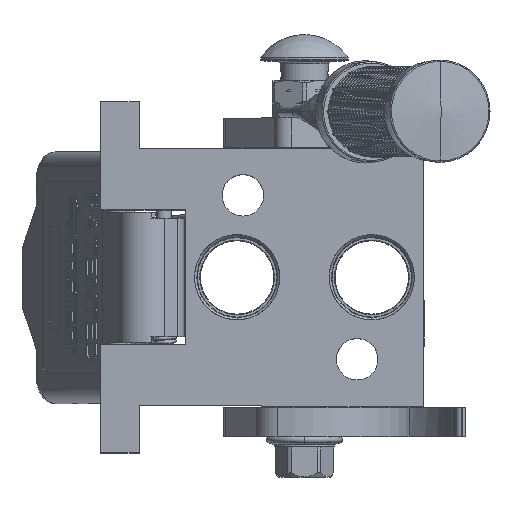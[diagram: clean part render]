
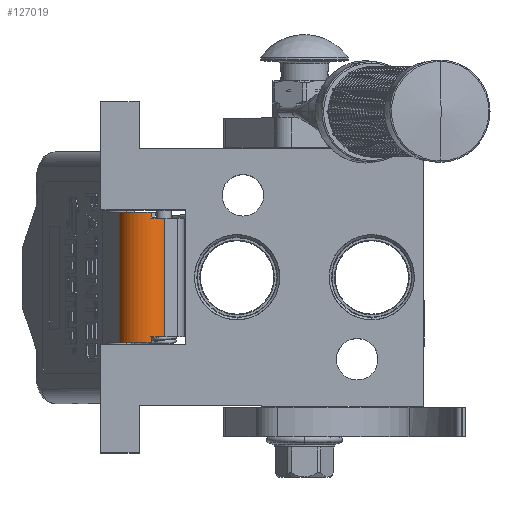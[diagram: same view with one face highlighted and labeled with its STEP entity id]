
A CAD part, top view. The second image highlights one B-rep face of the part: STEP entity #127019.
In plain terms, the highlighted cylindrical face has radius 9.5 mm (diameter 19 mm), a partial arc.
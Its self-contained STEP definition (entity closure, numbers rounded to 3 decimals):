
#1914 = AXIS2_PLACEMENT_3D ( 'NONE', #11689, #111664, #111129 ) ;
#3240 = ORIENTED_EDGE ( 'NONE', *, *, #114797, .T. ) ;
#3868 = CARTESIAN_POINT ( 'NONE',  ( -22.25, 8., -47.5 ) ) ;
#5445 = DIRECTION ( 'NONE',  ( 0., -0.385, -0.923 ) ) ;
#10848 = LINE ( 'NONE', #100376, #14737 ) ;
#11689 = CARTESIAN_POINT ( 'NONE',  ( -22.25, -1.5, -47.5 ) ) ;
#12873 = CIRCLE ( 'NONE', #130692, 9.5 ) ;
#14737 = VECTOR ( 'NONE', #90032, 1000. ) ;
#23822 = ORIENTED_EDGE ( 'NONE', *, *, #63984, .F. ) ;
#25733 = LINE ( 'NONE', #147062, #159829 ) ;
#25871 = CIRCLE ( 'NONE', #27621, 9.5 ) ;
#27621 = AXIS2_PLACEMENT_3D ( 'NONE', #41315, #153693, #5445 ) ;
#36403 = CARTESIAN_POINT ( 'NONE',  ( 20.25, -5.154, -56.269 ) ) ;
#37021 = CYLINDRICAL_SURFACE ( 'NONE', #1914, 9.5 ) ;
#38523 = CARTESIAN_POINT ( 'NONE',  ( -20.25, -5.154, -56.269 ) ) ;
#41315 = CARTESIAN_POINT ( 'NONE',  ( 20.25, -1.5, -47.5 ) ) ;
#41456 = CARTESIAN_POINT ( 'NONE',  ( 20.25, 0., -56.881 ) ) ;
#42261 = VERTEX_POINT ( 'NONE', #120862 ) ;
#46069 = ORIENTED_EDGE ( 'NONE', *, *, #121302, .F. ) ;
#46676 = CARTESIAN_POINT ( 'NONE',  ( 20.25, 0., -56.881 ) ) ;
#49302 = EDGE_CURVE ( 'NONE', #83867, #53131, #25871, .T. ) ;
#53131 = VERTEX_POINT ( 'NONE', #41456 ) ;
#59624 = CIRCLE ( 'NONE', #89539, 9.5 ) ;
#63651 = EDGE_CURVE ( 'NONE', #72603, #140857, #12873, .T. ) ;
#63984 = EDGE_CURVE ( 'NONE', #72603, #149441, #10848, .T. ) ;
#66638 = VERTEX_POINT ( 'NONE', #104054 ) ;
#67119 = CARTESIAN_POINT ( 'NONE',  ( -20.25, -5.154, -56.269 ) ) ;
#67870 = CARTESIAN_POINT ( 'NONE',  ( -20.25, -1.5, -47.5 ) ) ;
#71965 = LINE ( 'NONE', #67119, #93322 ) ;
#72603 = VERTEX_POINT ( 'NONE', #157871 ) ;
#73388 = ORIENTED_EDGE ( 'NONE', *, *, #49302, .F. ) ;
#79644 = DIRECTION ( 'NONE',  ( 1., 0., 0. ) ) ;
#80740 = AXIS2_PLACEMENT_3D ( 'NONE', #67870, #81444, #82533 ) ;
#81444 = DIRECTION ( 'NONE',  ( 1., 0., 0. ) ) ;
#82533 = DIRECTION ( 'NONE',  ( 0., -0.385, -0.923 ) ) ;
#83867 = VERTEX_POINT ( 'NONE', #36403 ) ;
#89539 = AXIS2_PLACEMENT_3D ( 'NONE', #123765, #148656, #98810 ) ;
#90032 = DIRECTION ( 'NONE',  ( 1., 0., 0. ) ) ;
#93322 = VECTOR ( 'NONE', #79644, 1000. ) ;
#95053 = ORIENTED_EDGE ( 'NONE', *, *, #116926, .F. ) ;
#96138 = DIRECTION ( 'NONE',  ( 1., 0., 0. ) ) ;
#98810 = DIRECTION ( 'NONE',  ( 0., 0.158, -0.987 ) ) ;
#99891 = VECTOR ( 'NONE', #110810, 1000. ) ;
#100376 = CARTESIAN_POINT ( 'NONE',  ( -22.25, 0., -56.881 ) ) ;
#102622 = CARTESIAN_POINT ( 'NONE',  ( -20.25, 0., -56.881 ) ) ;
#104054 = CARTESIAN_POINT ( 'NONE',  ( 22.25, 0., -56.881 ) ) ;
#104431 = EDGE_CURVE ( 'NONE', #53131, #66638, #138604, .T. ) ;
#108556 = DIRECTION ( 'NONE',  ( 1., 0., 0. ) ) ;
#110810 = DIRECTION ( 'NONE',  ( 1., 0., 0. ) ) ;
#111129 = DIRECTION ( 'NONE',  ( 0., -1., 0. ) ) ;
#111664 = DIRECTION ( 'NONE',  ( -1., 0., 0. ) ) ;
#114797 = EDGE_CURVE ( 'NONE', #136982, #149441, #128854, .T. ) ;
#115015 = EDGE_CURVE ( 'NONE', #140857, #42261, #25733, .T. ) ;
#116926 = EDGE_CURVE ( 'NONE', #136982, #83867, #71965, .T. ) ;
#120328 = ORIENTED_EDGE ( 'NONE', *, *, #63651, .T. ) ;
#120862 = CARTESIAN_POINT ( 'NONE',  ( 22.25, 8., -47.5 ) ) ;
#121302 = EDGE_CURVE ( 'NONE', #66638, #42261, #59624, .T. ) ;
#123765 = CARTESIAN_POINT ( 'NONE',  ( 22.25, -1.5, -47.5 ) ) ;
#127019 = ADVANCED_FACE ( 'NONE', ( #151733 ), #37021, .T. ) ;
#128854 = CIRCLE ( 'NONE', #80740, 9.5 ) ;
#130692 = AXIS2_PLACEMENT_3D ( 'NONE', #132441, #108556, #159019 ) ;
#132441 = CARTESIAN_POINT ( 'NONE',  ( -22.25, -1.5, -47.5 ) ) ;
#136982 = VERTEX_POINT ( 'NONE', #38523 ) ;
#138182 = ORIENTED_EDGE ( 'NONE', *, *, #115015, .T. ) ;
#138604 = LINE ( 'NONE', #46676, #99891 ) ;
#140857 = VERTEX_POINT ( 'NONE', #3868 ) ;
#144539 = ORIENTED_EDGE ( 'NONE', *, *, #104431, .F. ) ;
#147062 = CARTESIAN_POINT ( 'NONE',  ( -22.25, 8., -47.5 ) ) ;
#148656 = DIRECTION ( 'NONE',  ( 1., 0., 0. ) ) ;
#149441 = VERTEX_POINT ( 'NONE', #102622 ) ;
#150720 = EDGE_LOOP ( 'NONE', ( #95053, #3240, #23822, #120328, #138182, #46069, #144539, #73388 ) ) ;
#151733 = FACE_OUTER_BOUND ( 'NONE', #150720, .T. ) ;
#153693 = DIRECTION ( 'NONE',  ( 1., 0., 0. ) ) ;
#157871 = CARTESIAN_POINT ( 'NONE',  ( -22.25, 0., -56.881 ) ) ;
#159019 = DIRECTION ( 'NONE',  ( 0., 0.158, -0.987 ) ) ;
#159829 = VECTOR ( 'NONE', #96138, 1000. ) ;
